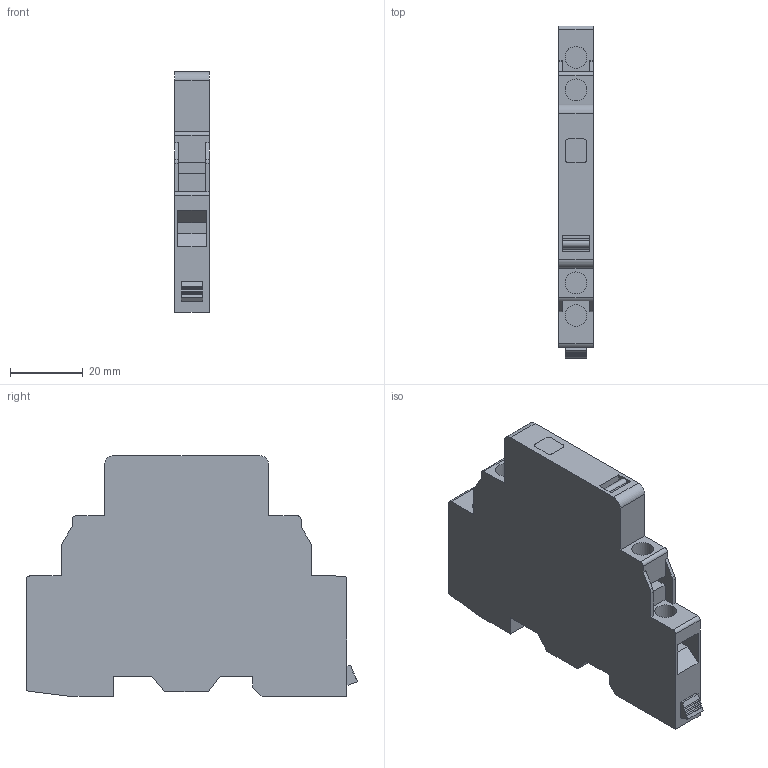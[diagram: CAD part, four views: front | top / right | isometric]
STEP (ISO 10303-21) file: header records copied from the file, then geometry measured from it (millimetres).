
FILE_DESCRIPTION (( 'STEP AP214' ), '1' );
FILE_NAME ('Äîïîëíèòåëüíûé êîíòàêò ÄÊ32-11 ÈÝÊ.STEP', '2017-12-20T12:35:24', ( '' ), ( '' ), 'SwSTEP 2.0', 'SolidWorks 2014', '' );
FILE_SCHEMA (( 'AUTOMOTIVE_DESIGN' ));
Length unit declared in the file: millimetre
Products named in the file (1): Äîïîëíèòåëüíûé êîíòàêò ÄÊ32-11 ÈÝÊ
Bounding box: 9.5 x 91 x 66 mm (x, y, z)
Volume: 40700.9 mm3; surface area: 13887.2 mm2
Topology: 1 solids, 1 shells, 103 faces, 300 edges, 204 vertices
Faces by surface type: plane 88, cylinder 15
Full cylindrical faces by diameter (mm): 6 x4
Entity records: 3382 total; most frequent: CARTESIAN_POINT 596, ORIENTED_EDGE 584, DIRECTION 534, EDGE_CURVE 292, VECTOR 258, LINE 258, VERTEX_POINT 200, AXIS2_PLACEMENT_3D 138
